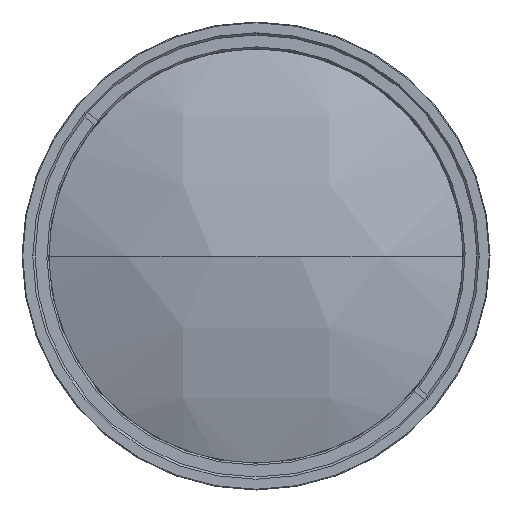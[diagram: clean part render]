
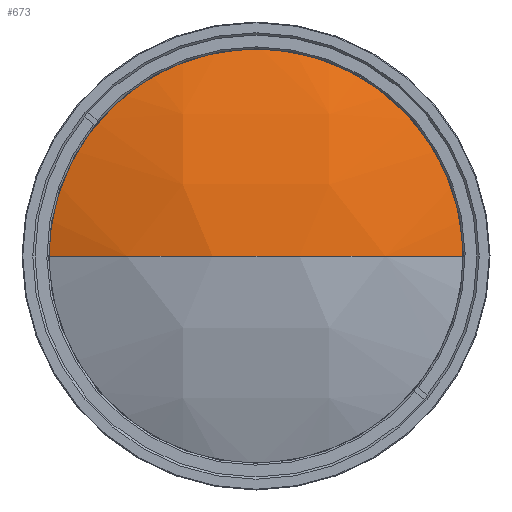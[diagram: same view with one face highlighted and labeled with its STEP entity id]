
A CAD part, left-side view. The second image highlights one B-rep face of the part: STEP entity #673.
In plain terms, the highlighted free-form (B-spline) face has degree [3, 3] with [4, 4] control points.
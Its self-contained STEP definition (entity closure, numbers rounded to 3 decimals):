
#673 = ADVANCED_FACE ( 'NONE', ( #8981 ), #2605, .T. ) ;
#1100 = CARTESIAN_POINT ( 'NONE',  ( -247.547, 20.357, 20.383 ) ) ;
#1916 = CARTESIAN_POINT ( 'NONE',  ( -231.202, -57.645, 18.13 ) ) ;
#1983 = CARTESIAN_POINT ( 'NONE',  ( -231.202, 57.645, 18.13 ) ) ;
#2118 = CARTESIAN_POINT ( 'NONE',  ( -235.254, 20.357, 59.026 ) ) ;
#2498 = DIRECTION ( 'NONE',  ( -1., 0., 0. ) ) ;
#2605 =( BOUNDED_SURFACE ( )  B_SPLINE_SURFACE ( 3, 3, ( 
 ( #14293, #1983, #3212, #14216 ),
 ( #12190, #1100, #7585, #2118 ),
 ( #9861, #8760, #14356, #8677 ),
 ( #3070, #1916, #11973, #12046 ) ),
 .UNSPECIFIED., .F., .F., .F. ) 
 B_SPLINE_SURFACE_WITH_KNOTS ( ( 4, 4 ),
 ( 4, 4 ),
 ( 0., 1. ),
 ( 0., 1. ),
 .UNSPECIFIED. ) 
 GEOMETRIC_REPRESENTATION_ITEM ( )  RATIONAL_B_SPLINE_SURFACE ( (
 ( 1., 0.986, 0.986, 1.),
 ( 0.944, 0.931, 0.931, 0.944),
 ( 0.944, 0.931, 0.931, 0.944),
 ( 1., 0.986, 0.986, 1.) ) ) 
 REPRESENTATION_ITEM ( '' )  SURFACE ( )  );
#3070 = CARTESIAN_POINT ( 'NONE',  ( -231.202, -57.645, 0. ) ) ;
#3212 = CARTESIAN_POINT ( 'NONE',  ( -227.506, 57.645, 35.878 ) ) ;
#3216 = CIRCLE ( 'NONE', #4827, 143.587 ) ;
#3291 = EDGE_CURVE ( 'NONE', #3671, #9556, #4351, .T. ) ;
#3485 = DIRECTION ( 'NONE',  ( 0., 0., 1. ) ) ;
#3559 = CARTESIAN_POINT ( 'NONE',  ( -99.694, 0., 0. ) ) ;
#3671 = VERTEX_POINT ( 'NONE', #5405 ) ;
#3788 = EDGE_CURVE ( 'NONE', #9556, #14031, #11977, .T. ) ;
#4105 = EDGE_LOOP ( 'NONE', ( #5018, #8371, #11549 ) ) ;
#4351 = CIRCLE ( 'NONE', #5750, 57. ) ;
#4757 = CARTESIAN_POINT ( 'NONE',  ( -231.483, 0., 0. ) ) ;
#4827 = AXIS2_PLACEMENT_3D ( 'NONE', #3559, #3485, #8002 ) ;
#5018 = ORIENTED_EDGE ( 'NONE', *, *, #3788, .T. ) ;
#5095 = CARTESIAN_POINT ( 'NONE',  ( -231.483, 57., 0. ) ) ;
#5405 = CARTESIAN_POINT ( 'NONE',  ( -231.483, -57., 0. ) ) ;
#5750 = AXIS2_PLACEMENT_3D ( 'NONE', #4757, #2498, #9297 ) ;
#6816 = DIRECTION ( 'NONE',  ( 0., 0., -1. ) ) ;
#6955 = CARTESIAN_POINT ( 'NONE',  ( -231.483, 0., 0. ) ) ;
#7585 = CARTESIAN_POINT ( 'NONE',  ( -243.391, 20.357, 40.337 ) ) ;
#8002 = DIRECTION ( 'NONE',  ( 0., 1., 0. ) ) ;
#8371 = ORIENTED_EDGE ( 'NONE', *, *, #8806, .T. ) ;
#8677 = CARTESIAN_POINT ( 'NONE',  ( -235.254, -20.357, 59.026 ) ) ;
#8760 = CARTESIAN_POINT ( 'NONE',  ( -247.547, -20.357, 20.383 ) ) ;
#8806 = EDGE_CURVE ( 'NONE', #14031, #3671, #3216, .T. ) ;
#8981 = FACE_OUTER_BOUND ( 'NONE', #4105, .T. ) ;
#9297 = DIRECTION ( 'NONE',  ( 0., 0., -1. ) ) ;
#9556 = VERTEX_POINT ( 'NONE', #10267 ) ;
#9861 = CARTESIAN_POINT ( 'NONE',  ( -247.547, -20.357, 0. ) ) ;
#10099 = AXIS2_PLACEMENT_3D ( 'NONE', #6955, #12407, #6816 ) ;
#10267 = CARTESIAN_POINT ( 'NONE',  ( -231.483, 0., 57. ) ) ;
#11549 = ORIENTED_EDGE ( 'NONE', *, *, #3291, .T. ) ;
#11973 = CARTESIAN_POINT ( 'NONE',  ( -227.506, -57.645, 35.878 ) ) ;
#11977 = CIRCLE ( 'NONE', #10099, 57. ) ;
#12046 = CARTESIAN_POINT ( 'NONE',  ( -220.268, -57.645, 52.5 ) ) ;
#12190 = CARTESIAN_POINT ( 'NONE',  ( -247.547, 20.357, 0. ) ) ;
#12407 = DIRECTION ( 'NONE',  ( -1., 0., 0. ) ) ;
#14031 = VERTEX_POINT ( 'NONE', #5095 ) ;
#14216 = CARTESIAN_POINT ( 'NONE',  ( -220.268, 57.645, 52.5 ) ) ;
#14293 = CARTESIAN_POINT ( 'NONE',  ( -231.202, 57.645, 0. ) ) ;
#14356 = CARTESIAN_POINT ( 'NONE',  ( -243.391, -20.357, 40.337 ) ) ;
